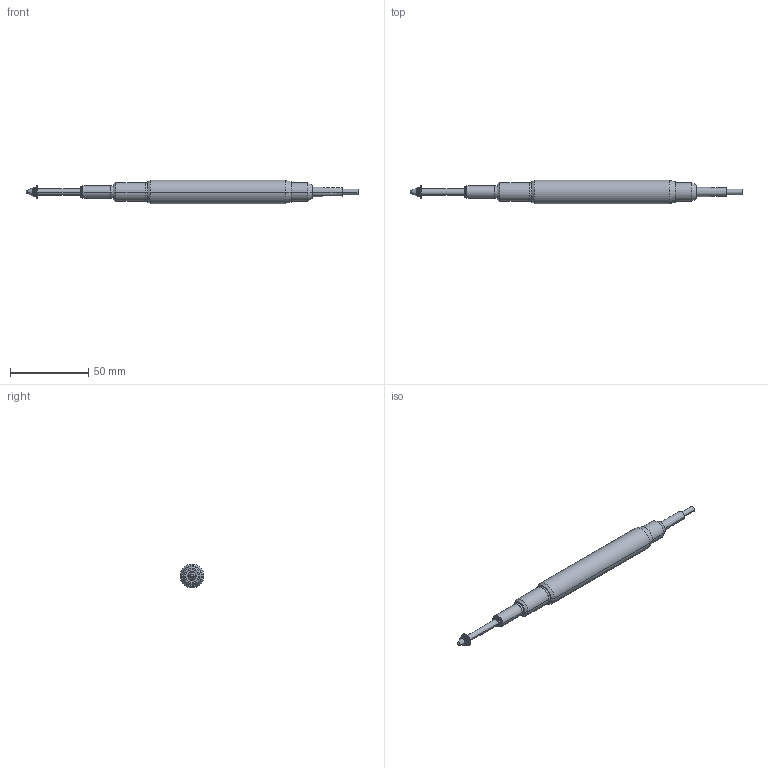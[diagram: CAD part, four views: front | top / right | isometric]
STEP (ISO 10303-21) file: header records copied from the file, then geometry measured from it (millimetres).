
FILE_DESCRIPTION((''),'2;1');
FILE_NAME('ENCOMBR900_1025_ASM','2007-08-22T',('PTC'),('Sylvac SA'),'PRO/ENGINEER BY PARAMETRIC TECHNOLOGY CORPORATION, 2005310','PRO/ENGINEER BY PARAMETRIC TECHNOLOGY CORPORATION, 2005310','');
FILE_SCHEMA(('CONFIG_CONTROL_DESIGN'));
Length unit declared in the file: millimetre
Products named in the file (4): PM112_ENCOMBR; RONDELLE2_5_8INOX; 905_2204; ENCOMBR900_1025_ASM
Assembly tree (3 placements, depth 2):
  ENCOMBR900_1025_ASM
    PM112_ENCOMBR
    RONDELLE2_5_8INOX
    905_2204
Bounding box: 211.5 x 15 x 15 mm (x, y, z)
Volume: 21967.7 mm3; surface area: 7587.6 mm2
Topology: 3 solids, 4 shells, 758 faces, 1554 edges, 815 vertices
Faces by surface type: bspline 504, cylinder 142, plane 56, cone 54, sphere 2
Entity records: 28548 total; most frequent: CARTESIAN_POINT 16280, ORIENTED_EDGE 3100, EDGE_CURVE 1552, DIRECTION 1274, B_SPLINE_CURVE_WITH_KNOTS 1008, VERTEX_POINT 815, EDGE_LOOP 775, FACE_OUTER_BOUND 758
